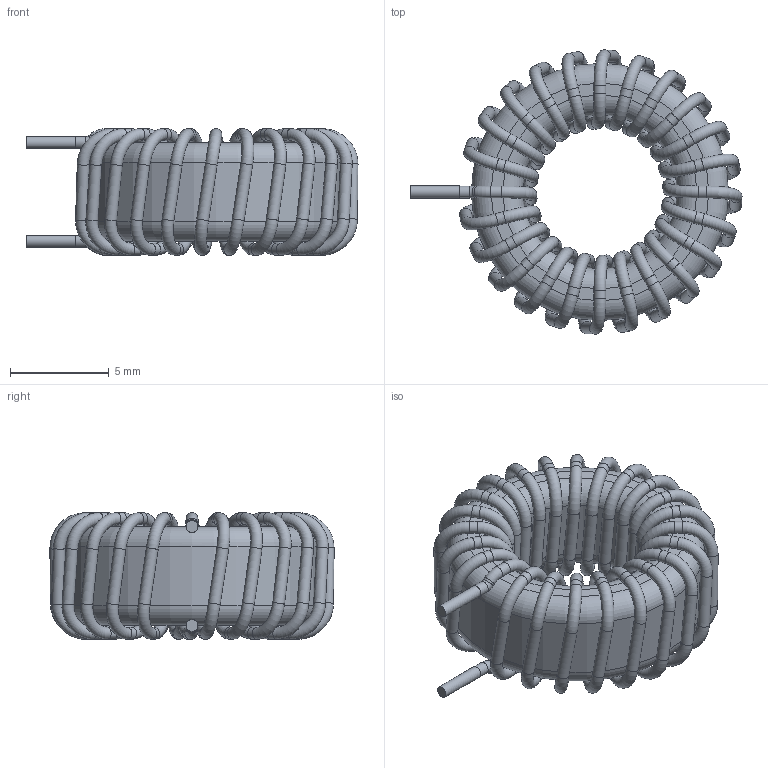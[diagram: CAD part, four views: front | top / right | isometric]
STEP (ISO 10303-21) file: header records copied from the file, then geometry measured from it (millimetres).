
FILE_DESCRIPTION(('FreeCAD Model'),'2;1');
FILE_NAME('Open CASCADE Shape Model','2022-07-31T08:27:50',( 'kicad StepUp'),('ksu MCAD'),'Open CASCADE STEP processor 7.5', 'FreeCAD','Unknown');
FILE_SCHEMA(('AUTOMOTIVE_DESIGN { 1 0 10303 214 1 1 1 1 }'));
Length unit declared in the file: millimetre
Products named in the file (1): L_Tor_13x8x5_3a_cp
Bounding box: 16.78 x 14.37 x 6.4 mm (x, y, z)
Volume: 504.9 mm3; surface area: 1162.6 mm2
Topology: 2 solids, 2 shells, 211 faces, 415 edges, 210 vertices
Faces by surface type: cylinder 103, torus 102, plane 6
Full cylindrical faces by diameter (mm): 0.6 x99, 0.605 x2, 7.8 x1, 13 x1
Entity records: 6955 total; most frequent: CARTESIAN_POINT 1552, DIRECTION 844, ORIENTED_EDGE 830, AXIS2_PLACEMENT_3D 422, EDGE_CURVE 415, FACE_BOUND 215, EDGE_LOOP 215, PRESENTATION_STYLE_ASSIGNMENT 213
